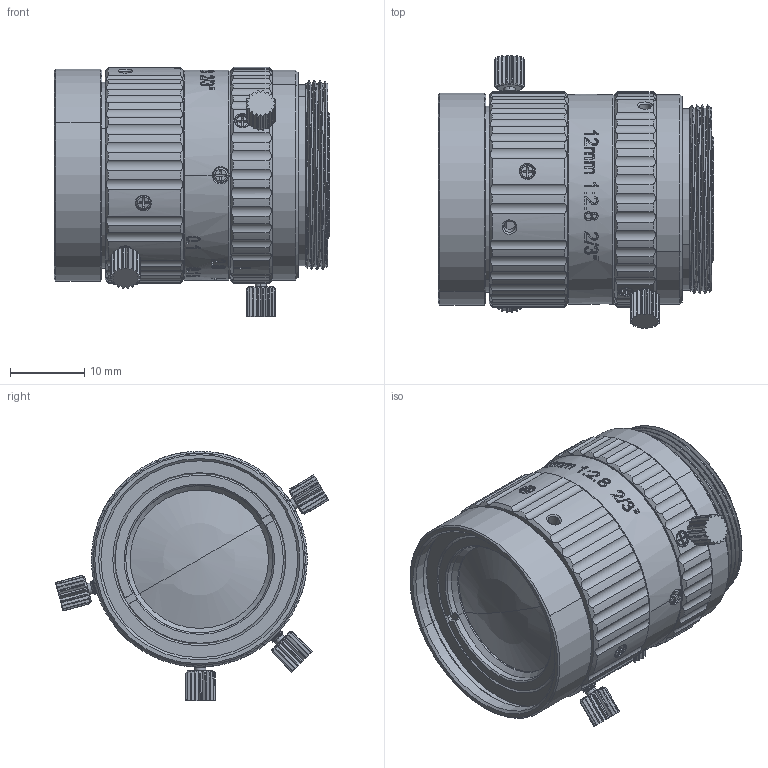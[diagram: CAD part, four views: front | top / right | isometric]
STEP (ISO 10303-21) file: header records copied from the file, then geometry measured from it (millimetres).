
FILE_DESCRIPTION(('FreeCAD Model'),'2;1');
FILE_NAME('Open CASCADE Shape Model','2025-01-21T10:23:49',('Author'),( ''),'Open CASCADE STEP processor 7.8','FreeCAD','Unknown');
FILE_SCHEMA(('AUTOMOTIVE_DESIGN { 1 0 10303 214 1 1 1 1 }'));
Length unit declared in the file: millimetre
Products named in the file (45): VA-LCM-10MP-12MM-F2.8-015; VA-LCM-10MP-12MM-F2.8-016; 505_30_AF0; 506_6_AF0; 509_17_AF0; 507_19_AF0; 510_31_AF0; VA-LCM-10MP-12MM-F2.8-017; FA1210A-501_5_AF002; FA1210A-501_5_AF0; FA1210A-501_5_AF001; FA1210A-301_1_AF0; FA1210A-511_2_AF0; M14402501_1_AF0; M14402501_1_AF1; M14402502_1_AF0; M14402502_1_AF1; M14402502_1_AF2; M14352001_1_AF0; M14352001_1_AF1; M14352001_1_AF2; VA-LCM-10MP-12MM-F2.8-018; FA1210A-502_23_AF0; FA1210A-308_1_AF0; HC1605A-515_1_AF0; ASM0003_ASM_6_AF0_ASM; MA053-00-01_ASM_4_AF0_ASM; MA053-02-02_2_AF0; 522_2_AF0; 522_2_AF1; 522_2_AF2; 522_2_AF3; 522_2_AF4; 522_2_AF5; M14402502_1_AF3; M14402502_1_AF4; M14402502_1_AF5; M14402502_1_AF6; M14402502_1_AF7; M14402502_1_AF8 ...
Assembly tree (44 placements, depth 6):
  VA-LCM-10MP-12MM-F2.8-015
    VA-LCM-10MP-12MM-F2.8-016
      505_30_AF0
      506_6_AF0
      509_17_AF0
      507_19_AF0
      510_31_AF0
      VA-LCM-10MP-12MM-F2.8-017
        FA1210A-501_5_AF002
          FA1210A-501_5_AF0
          FA1210A-501_5_AF001
        FA1210A-301_1_AF0
        FA1210A-511_2_AF0
      M14402501_1_AF0
      M14402501_1_AF1
      M14402502_1_AF0
      M14402502_1_AF1
      M14402502_1_AF2
      M14352001_1_AF0
      M14352001_1_AF1
      M14352001_1_AF2
      VA-LCM-10MP-12MM-F2.8-018
        FA1210A-502_23_AF0
        FA1210A-308_1_AF0
        HC1605A-515_1_AF0
        ASM0003_ASM_6_AF0_ASM
          MA053-00-01_ASM_4_AF0_ASM
            MA053-02-02_2_AF0
      522_2_AF0
      522_2_AF1
      522_2_AF2
      522_2_AF3
      522_2_AF4
      522_2_AF5
      M14402502_1_AF3
      M14402502_1_AF4
      M14402502_1_AF5
      M14402502_1_AF6
      M14402502_1_AF7
      M14402502_1_AF8
      531_4_AF0
      531_4_AF1
      531_11_AF0
      531_11_AF1
      M14402501_1_AF2
Bounding box: 37.02 x 36.72 x 33.52 mm (x, y, z)
Volume: 10109.5 mm3; surface area: 17173.4 mm2
Topology: 38 solids, 38 shells, 2105 faces, 5719 edges, 3775 vertices
Faces by surface type: cylinder 602, plane 555, bspline 555, cone 324, torus 60, extrusion 5, sphere 4
Entity records: 109393 total; most frequent: CARTESIAN_POINT 58917, ORIENTED_EDGE 11426, DIRECTION 8609, EDGE_CURVE 5713, VERTEX_POINT 3775, AXIS2_PLACEMENT_3D 3222, FACE_BOUND 2276, EDGE_LOOP 2276
